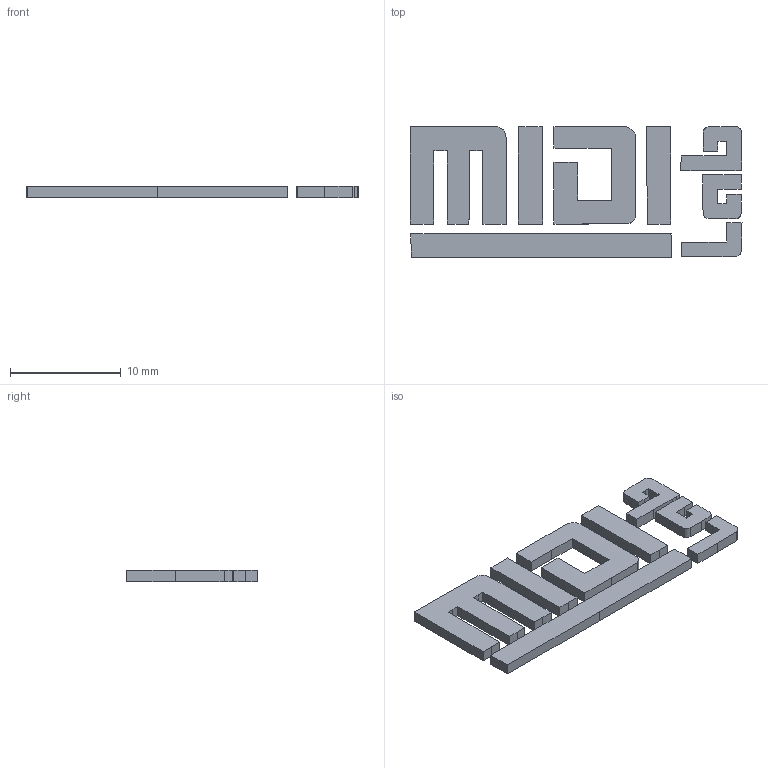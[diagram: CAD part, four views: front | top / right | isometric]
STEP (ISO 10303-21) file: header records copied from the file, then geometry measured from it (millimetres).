
FILE_DESCRIPTION(('FreeCAD Model'),'2;1');
FILE_NAME('Open CASCADE Shape Model','2021-07-24T17:56:19',('Author'),( ''),'Open CASCADE STEP processor 7.4','FreeCAD','Unknown');
FILE_SCHEMA(('AUTOMOTIVE_DESIGN { 1 0 10303 214 1 1 1 1 }'));
Length unit declared in the file: millimetre
Products named in the file (1): Extrude
Bounding box: 30 x 11.82 x 1 mm (x, y, z)
Volume: 232.3 mm3; surface area: 731.5 mm2
Topology: 8 solids, 8 shells, 157 faces, 423 edges, 282 vertices
Faces by surface type: extrusion 141, bspline 16
Entity records: 10430 total; most frequent: CARTESIAN_POINT 2928, DIRECTION 848, ORIENTED_EDGE 846, VECTOR 846, PCURVE 846, DEFINITIONAL_REPRESENTATION 846, LINE 705, B_SPLINE_CURVE_WITH_KNOTS 705
